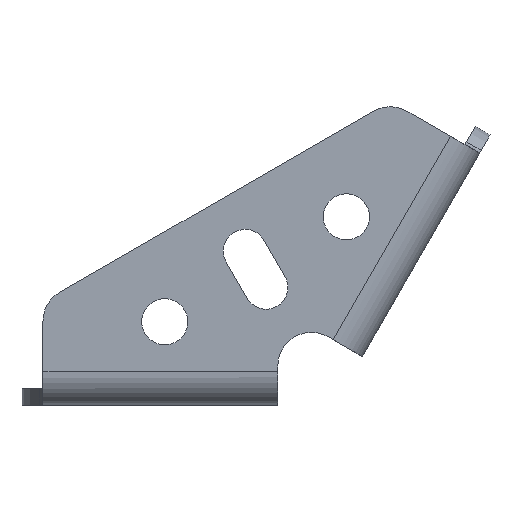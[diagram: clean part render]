
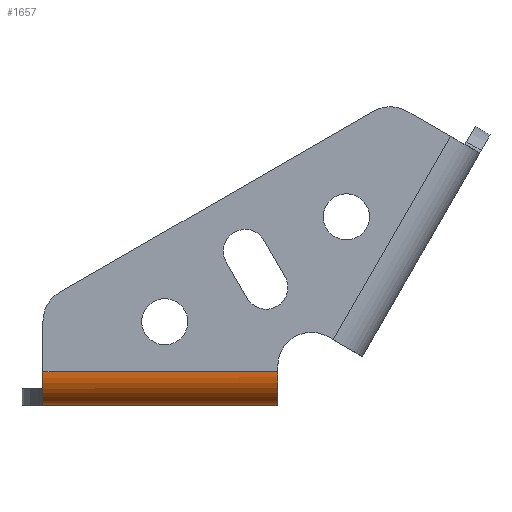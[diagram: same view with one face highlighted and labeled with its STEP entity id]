
A CAD part, front view. The second image highlights one B-rep face of the part: STEP entity #1657.
In plain terms, the highlighted cylindrical face has radius 4 mm (diameter 8 mm), a partial arc.
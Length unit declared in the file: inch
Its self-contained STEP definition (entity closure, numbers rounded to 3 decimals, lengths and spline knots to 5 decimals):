
#64 = ORIENTED_EDGE ( 'NONE', *, *, #122, .F. ) ;
#122 = EDGE_CURVE ( 'NONE', #1248, #1436, #1180, .T. ) ;
#161 = DIRECTION ( 'NONE',  ( 0.866, 0., -0.5 ) ) ;
#268 = ORIENTED_EDGE ( 'NONE', *, *, #1283, .F. ) ;
#315 = CARTESIAN_POINT ( 'NONE',  ( -0.1501, 0.1596, -0.34898 ) ) ;
#331 = CARTESIAN_POINT ( 'NONE',  ( -1.18358, 0.1596, 0.06564 ) ) ;
#425 = EDGE_LOOP ( 'NONE', ( #64, #533, #268, #577 ) ) ;
#495 = AXIS2_PLACEMENT_3D ( 'NONE', #1912, #550, #1751 ) ;
#533 = ORIENTED_EDGE ( 'NONE', *, *, #1125, .T. ) ;
#550 = DIRECTION ( 'NONE',  ( -0.866, 0., 0.5 ) ) ;
#577 = ORIENTED_EDGE ( 'NONE', *, *, #1985, .T. ) ;
#844 = CARTESIAN_POINT ( 'NONE',  ( -1.10487, 0.00212, 0.20203 ) ) ;
#847 = DIRECTION ( 'NONE',  ( -0.866, 0., 0.5 ) ) ;
#872 = DIRECTION ( 'NONE',  ( 0.866, 0., -0.5 ) ) ;
#879 = CARTESIAN_POINT ( 'NONE',  ( -0.22881, 0.1596, -0.48537 ) ) ;
#893 = VECTOR ( 'NONE', #2182, 39.37008 ) ;
#989 = CARTESIAN_POINT ( 'NONE',  ( -1.10487, 0.00212, 0.20203 ) ) ;
#1125 = EDGE_CURVE ( 'NONE', #1248, #1464, #1320, .T. ) ;
#1180 = CIRCLE ( 'NONE', #2162, 0.15748 ) ;
#1248 = VERTEX_POINT ( 'NONE', #1662 ) ;
#1283 = EDGE_CURVE ( 'NONE', #1964, #1464, #1879, .T. ) ;
#1320 = LINE ( 'NONE', #989, #893 ) ;
#1358 = CARTESIAN_POINT ( 'NONE',  ( -1.10487, 0.1596, 0.20203 ) ) ;
#1436 = VERTEX_POINT ( 'NONE', #879 ) ;
#1464 = VERTEX_POINT ( 'NONE', #844 ) ;
#1526 = AXIS2_PLACEMENT_3D ( 'NONE', #1358, #847, #2237 ) ;
#1566 = FACE_OUTER_BOUND ( 'NONE', #425, .T. ) ;
#1592 = VECTOR ( 'NONE', #872, 39.37008 ) ;
#1657 = ADVANCED_FACE ( 'NONE', ( #1566 ), #1924, .T. ) ;
#1662 = CARTESIAN_POINT ( 'NONE',  ( -0.1501, 0.00212, -0.34898 ) ) ;
#1697 = CARTESIAN_POINT ( 'NONE',  ( -1.18358, 0.1596, 0.06564 ) ) ;
#1751 = DIRECTION ( 'NONE',  ( 0.5, 0., 0.866 ) ) ;
#1851 = DIRECTION ( 'NONE',  ( 0.5, 0., 0.866 ) ) ;
#1879 = CIRCLE ( 'NONE', #1526, 0.15748 ) ;
#1912 = CARTESIAN_POINT ( 'NONE',  ( 0.0428, 0.1596, -0.4603 ) ) ;
#1924 = CYLINDRICAL_SURFACE ( 'NONE', #495, 0.15748 ) ;
#1964 = VERTEX_POINT ( 'NONE', #1697 ) ;
#1985 = EDGE_CURVE ( 'NONE', #1964, #1436, #2103, .T. ) ;
#2103 = LINE ( 'NONE', #331, #1592 ) ;
#2162 = AXIS2_PLACEMENT_3D ( 'NONE', #315, #161, #1851 ) ;
#2182 = DIRECTION ( 'NONE',  ( -0.866, 0., 0.5 ) ) ;
#2237 = DIRECTION ( 'NONE',  ( -0.5, 0., -0.866 ) ) ;
